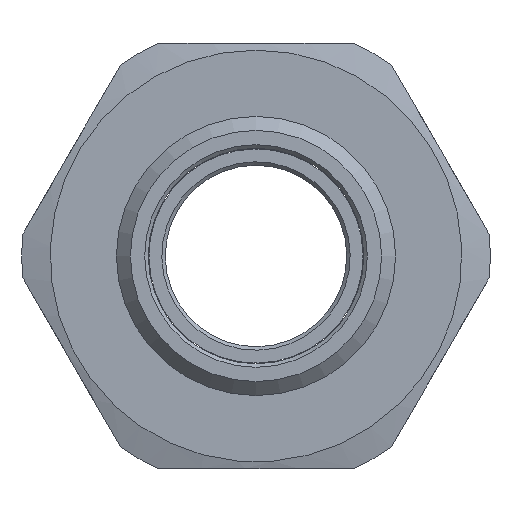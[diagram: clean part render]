
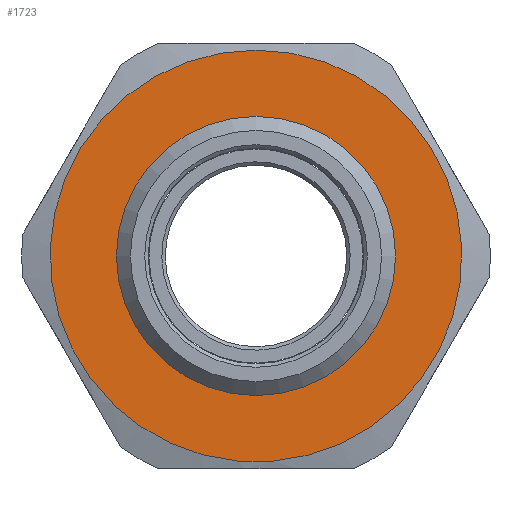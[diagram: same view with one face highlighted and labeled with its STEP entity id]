
A CAD part, left-side view. The second image highlights one B-rep face of the part: STEP entity #1723.
In plain terms, the highlighted planar face has unit normal (-1, 0, 0).
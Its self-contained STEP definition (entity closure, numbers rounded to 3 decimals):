
#33 = ORIENTED_EDGE ( 'NONE', *, *, #1090, .T. ) ;
#297 = CARTESIAN_POINT ( 'NONE',  ( 15., 0., 0. ) ) ;
#311 = DIRECTION ( 'NONE',  ( 0., 0., 1. ) ) ;
#485 = AXIS2_PLACEMENT_3D ( 'NONE', #2107, #1914, #311 ) ;
#580 = EDGE_CURVE ( 'NONE', #1251, #1251, #1285, .T. ) ;
#721 = CIRCLE ( 'NONE', #485, 14.75 ) ;
#922 = DIRECTION ( 'NONE',  ( 0., 0., 1. ) ) ;
#1007 = EDGE_LOOP ( 'NONE', ( #33 ) ) ;
#1088 = DIRECTION ( 'NONE',  ( -1., 0., 0. ) ) ;
#1090 = EDGE_CURVE ( 'NONE', #1136, #1136, #721, .T. ) ;
#1113 = EDGE_LOOP ( 'NONE', ( #1565 ) ) ;
#1120 = AXIS2_PLACEMENT_3D ( 'NONE', #1672, #1294, #1679 ) ;
#1136 = VERTEX_POINT ( 'NONE', #1708 ) ;
#1162 = FACE_OUTER_BOUND ( 'NONE', #1007, .T. ) ;
#1251 = VERTEX_POINT ( 'NONE', #2492 ) ;
#1285 = CIRCLE ( 'NONE', #2045, 10. ) ;
#1294 = DIRECTION ( 'NONE',  ( 1., 0., 0. ) ) ;
#1565 = ORIENTED_EDGE ( 'NONE', *, *, #580, .F. ) ;
#1672 = CARTESIAN_POINT ( 'NONE',  ( 15., 10., 0. ) ) ;
#1679 = DIRECTION ( 'NONE',  ( 0., 0., -1. ) ) ;
#1708 = CARTESIAN_POINT ( 'NONE',  ( 15., 0., 14.75 ) ) ;
#1723 = ADVANCED_FACE ( 'NONE', ( #2432, #1162 ), #1857, .F. ) ;
#1857 = PLANE ( 'NONE',  #1120 ) ;
#1914 = DIRECTION ( 'NONE',  ( -1., 0., 0. ) ) ;
#2045 = AXIS2_PLACEMENT_3D ( 'NONE', #297, #1088, #922 ) ;
#2107 = CARTESIAN_POINT ( 'NONE',  ( 15., 0., 0. ) ) ;
#2432 = FACE_BOUND ( 'NONE', #1113, .T. ) ;
#2492 = CARTESIAN_POINT ( 'NONE',  ( 15., 0., 10. ) ) ;
